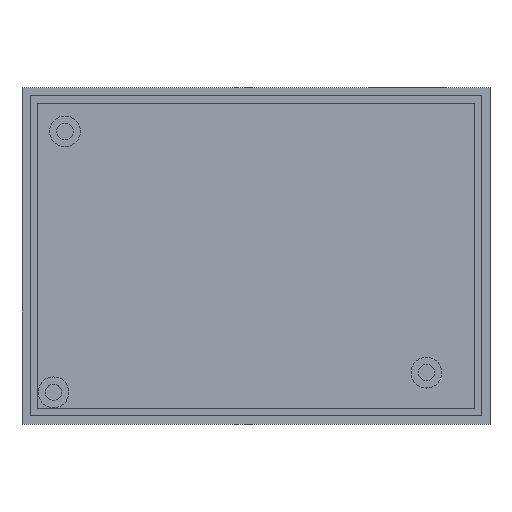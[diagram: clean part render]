
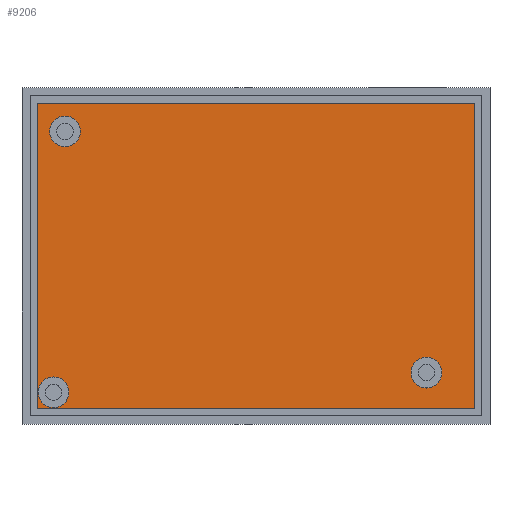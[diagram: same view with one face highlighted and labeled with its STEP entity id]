
A CAD part, top view. The second image highlights one B-rep face of the part: STEP entity #9206.
In plain terms, the highlighted planar face has unit normal (0, 0, 1).
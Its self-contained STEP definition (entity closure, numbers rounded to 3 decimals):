
#18=CIRCLE('',#9390,3.);
#19=CIRCLE('',#9393,3.);
#20=CIRCLE('',#9394,3.);
#66=FACE_BOUND('',#1252,.T.);
#67=FACE_BOUND('',#1253,.T.);
#68=FACE_BOUND('',#1254,.T.);
#222=PLANE('',#9392);
#718=FACE_OUTER_BOUND('',#1251,.T.);
#1251=EDGE_LOOP('',(#8314,#8315,#8316,#8317));
#1252=EDGE_LOOP('',(#8318));
#1253=EDGE_LOOP('',(#8319));
#1254=EDGE_LOOP('',(#8320));
#1945=LINE('',#18824,#2646);
#1948=LINE('',#18829,#2649);
#1963=LINE('',#18869,#2664);
#1964=LINE('',#18870,#2665);
#2646=VECTOR('',#10372,10.);
#2649=VECTOR('',#10377,10.);
#2664=VECTOR('',#10416,10.);
#2665=VECTOR('',#10417,10.);
#4233=VERTEX_POINT('',#18821);
#4234=VERTEX_POINT('',#18823);
#4235=VERTEX_POINT('',#18827);
#4247=VERTEX_POINT('',#18863);
#4248=VERTEX_POINT('',#18868);
#4249=VERTEX_POINT('',#18871);
#4250=VERTEX_POINT('',#18873);
#5593=EDGE_CURVE('',#4233,#4234,#1945,.T.);
#5596=EDGE_CURVE('',#4235,#4233,#1948,.T.);
#5614=EDGE_CURVE('',#4247,#4247,#18,.T.);
#5615=EDGE_CURVE('',#4248,#4235,#1963,.T.);
#5616=EDGE_CURVE('',#4234,#4248,#1964,.T.);
#5617=EDGE_CURVE('',#4249,#4249,#19,.T.);
#5618=EDGE_CURVE('',#4250,#4250,#20,.T.);
#8314=ORIENTED_EDGE('',*,*,#5596,.F.);
#8315=ORIENTED_EDGE('',*,*,#5615,.F.);
#8316=ORIENTED_EDGE('',*,*,#5616,.F.);
#8317=ORIENTED_EDGE('',*,*,#5593,.F.);
#8318=ORIENTED_EDGE('',*,*,#5617,.T.);
#8319=ORIENTED_EDGE('',*,*,#5618,.T.);
#8320=ORIENTED_EDGE('',*,*,#5614,.T.);
#9206=ADVANCED_FACE('',(#718,#66,#67,#68),#222,.F.);
#9390=AXIS2_PLACEMENT_3D('',#18865,#10410,#10411);
#9392=AXIS2_PLACEMENT_3D('',#18867,#10414,#10415);
#9393=AXIS2_PLACEMENT_3D('',#18872,#10418,#10419);
#9394=AXIS2_PLACEMENT_3D('',#18874,#10420,#10421);
#10372=DIRECTION('',(-1.,0.,0.));
#10377=DIRECTION('',(0.,-1.,0.));
#10410=DIRECTION('center_axis',(0.,0.,-1.));
#10411=DIRECTION('ref_axis',(-1.,0.,0.));
#10414=DIRECTION('center_axis',(0.,0.,-1.));
#10415=DIRECTION('ref_axis',(1.,0.,0.));
#10416=DIRECTION('',(1.,0.,0.));
#10417=DIRECTION('',(0.,1.,0.));
#10418=DIRECTION('center_axis',(0.,0.,-1.));
#10419=DIRECTION('ref_axis',(-1.,0.,0.));
#10420=DIRECTION('center_axis',(0.,0.,-1.));
#10421=DIRECTION('ref_axis',(-1.,0.,0.));
#18821=CARTESIAN_POINT('',(115.55,-136.31,4.51));
#18823=CARTESIAN_POINT('',(30.06,-136.31,4.51));
#18824=CARTESIAN_POINT('',(94.178,-136.31,4.51));
#18827=CARTESIAN_POINT('',(115.55,-76.53,4.51));
#18829=CARTESIAN_POINT('',(115.55,-89.975,4.51));
#18863=CARTESIAN_POINT('',(109.12,-129.22,4.51));
#18865=CARTESIAN_POINT('Origin',(106.12,-129.22,4.51));
#18867=CARTESIAN_POINT('Origin',(72.805,-103.42,4.51));
#18868=CARTESIAN_POINT('',(30.06,-76.53,4.51));
#18869=CARTESIAN_POINT('',(51.433,-76.53,4.51));
#18870=CARTESIAN_POINT('',(30.06,-119.865,4.51));
#18871=CARTESIAN_POINT('',(36.23,-133.06,4.51));
#18872=CARTESIAN_POINT('Origin',(33.23,-133.06,4.51));
#18873=CARTESIAN_POINT('',(38.47,-82.06,4.51));
#18874=CARTESIAN_POINT('Origin',(35.47,-82.06,4.51));
